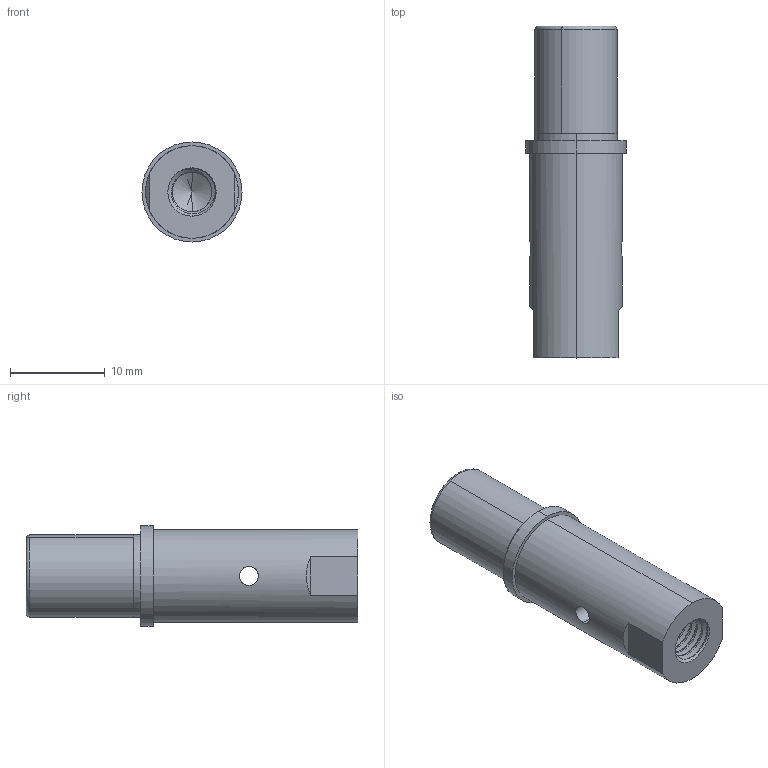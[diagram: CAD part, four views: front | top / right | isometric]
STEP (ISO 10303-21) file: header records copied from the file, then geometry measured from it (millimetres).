
FILE_DESCRIPTION (( 'STEP AP214' ), '1' );
FILE_NAME ('9303-06656-01104-COPY_21-MAR-2016.STEP', '2016-03-24T12:07:44', ( '' ), ( '' ), 'SwSTEP 2.0', 'SolidWorks 2015', '' );
FILE_SCHEMA (( 'AUTOMOTIVE_DESIGN' ));
Length unit declared in the file: inch
Products named in the file (1): 9303-06656-01104-COPY_21-MAR-2016
Bounding box: 10.56 x 35.03 x 10.56 mm (x, y, z)
Volume: 1854.2 mm3; surface area: 1700.3 mm2
Topology: 1 solids, 1 shells, 77 faces, 199 edges, 125 vertices
Faces by surface type: cylinder 44, cone 11, plane 11, torus 8, bspline 3
Entity records: 5289 total; most frequent: CARTESIAN_POINT 2817, ORIENTED_EDGE 390, DIRECTION 322, EDGE_CURVE 195, AXIS2_PLACEMENT_3D 129, VERTEX_POINT 125, EDGE_LOOP 86, FACE_OUTER_BOUND 77
